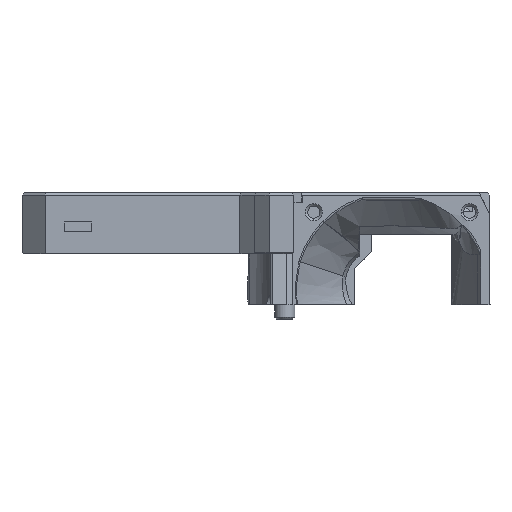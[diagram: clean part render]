
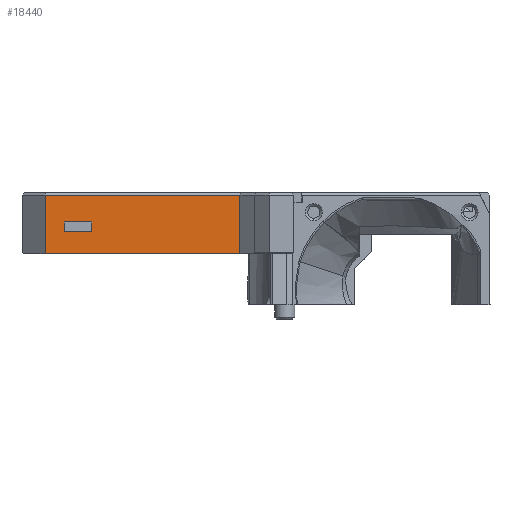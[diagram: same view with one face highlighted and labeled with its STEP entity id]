
A CAD part, left-side view. The second image highlights one B-rep face of the part: STEP entity #18440.
In plain terms, the highlighted planar face has unit normal (-1, 0, 0).
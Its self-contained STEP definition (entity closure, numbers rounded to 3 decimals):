
#94 = LINE ( 'NONE', #10768, #13736 ) ;
#105 = DIRECTION ( 'NONE',  ( 0., -1., 0. ) ) ;
#423 = CARTESIAN_POINT ( 'NONE',  ( -0.266, 101.611, 50.172 ) ) ;
#1228 = DIRECTION ( 'NONE',  ( 0., 1., 0. ) ) ;
#1401 = CARTESIAN_POINT ( 'NONE',  ( -0.266, 61.579, 56.172 ) ) ;
#1430 = CARTESIAN_POINT ( 'NONE',  ( -0.266, 92.079, 55.672 ) ) ;
#1437 = ORIENTED_EDGE ( 'NONE', *, *, #7668, .F. ) ;
#2403 = VECTOR ( 'NONE', #21825, 1000. ) ;
#3317 = CARTESIAN_POINT ( 'NONE',  ( -0.266, 81.595, 62.172 ) ) ;
#3519 = EDGE_CURVE ( 'NONE', #4374, #20795, #10992, .T. ) ;
#4023 = LINE ( 'NONE', #1401, #23169 ) ;
#4214 = CARTESIAN_POINT ( 'NONE',  ( -0.266, 61.579, 50.172 ) ) ;
#4364 = EDGE_LOOP ( 'NONE', ( #23689, #13927, #4940, #8564 ) ) ;
#4374 = VERTEX_POINT ( 'NONE', #8739 ) ;
#4626 = DIRECTION ( 'NONE',  ( 0., 0., 1. ) ) ;
#4939 = LINE ( 'NONE', #24002, #18299 ) ;
#4940 = ORIENTED_EDGE ( 'NONE', *, *, #7707, .T. ) ;
#5501 = AXIS2_PLACEMENT_3D ( 'NONE', #8220, #15745, #4626 ) ;
#5879 = CARTESIAN_POINT ( 'NONE',  ( -0.266, 97.679, 54.672 ) ) ;
#6060 = EDGE_CURVE ( 'NONE', #20181, #20581, #14367, .T. ) ;
#6770 = LINE ( 'NONE', #3317, #11345 ) ;
#6810 = LINE ( 'NONE', #1430, #2403 ) ;
#7319 = DIRECTION ( 'NONE',  ( 0., 0., 1. ) ) ;
#7668 = EDGE_CURVE ( 'NONE', #4374, #10804, #6770, .T. ) ;
#7707 = EDGE_CURVE ( 'NONE', #11597, #11613, #16879, .T. ) ;
#7895 = CARTESIAN_POINT ( 'NONE',  ( -0.266, 101.611, 56.172 ) ) ;
#8211 = VERTEX_POINT ( 'NONE', #4214 ) ;
#8220 = CARTESIAN_POINT ( 'NONE',  ( -0.266, 61.578, 50.171 ) ) ;
#8314 = FACE_OUTER_BOUND ( 'NONE', #12906, .T. ) ;
#8564 = ORIENTED_EDGE ( 'NONE', *, *, #11288, .T. ) ;
#8739 = CARTESIAN_POINT ( 'NONE',  ( -0.266, 101.611, 62.172 ) ) ;
#8987 = ORIENTED_EDGE ( 'NONE', *, *, #15978, .T. ) ;
#9084 = CARTESIAN_POINT ( 'NONE',  ( -0.266, 94.879, 56.672 ) ) ;
#9610 = VECTOR ( 'NONE', #22765, 1000. ) ;
#9649 = VECTOR ( 'NONE', #16270, 1000. ) ;
#10768 = CARTESIAN_POINT ( 'NONE',  ( -0.266, 97.679, 55.672 ) ) ;
#10804 = VERTEX_POINT ( 'NONE', #21560 ) ;
#10992 = LINE ( 'NONE', #7895, #9610 ) ;
#11288 = EDGE_CURVE ( 'NONE', #11613, #20181, #6810, .T. ) ;
#11345 = VECTOR ( 'NONE', #14477, 1000. ) ;
#11597 = VERTEX_POINT ( 'NONE', #22036 ) ;
#11613 = VERTEX_POINT ( 'NONE', #20345 ) ;
#12906 = EDGE_LOOP ( 'NONE', ( #1437, #14764, #8987, #14906 ) ) ;
#13607 = EDGE_CURVE ( 'NONE', #20581, #11597, #94, .T. ) ;
#13736 = VECTOR ( 'NONE', #14572, 1000. ) ;
#13927 = ORIENTED_EDGE ( 'NONE', *, *, #13607, .T. ) ;
#14367 = LINE ( 'NONE', #19644, #23062 ) ;
#14477 = DIRECTION ( 'NONE',  ( 0., -1., 0. ) ) ;
#14572 = DIRECTION ( 'NONE',  ( 0., 0., 1. ) ) ;
#14764 = ORIENTED_EDGE ( 'NONE', *, *, #3519, .T. ) ;
#14906 = ORIENTED_EDGE ( 'NONE', *, *, #22378, .T. ) ;
#15745 = DIRECTION ( 'NONE',  ( -1., 0., 0. ) ) ;
#15978 = EDGE_CURVE ( 'NONE', #20795, #8211, #4939, .T. ) ;
#16270 = DIRECTION ( 'NONE',  ( 0., -1., 0. ) ) ;
#16879 = LINE ( 'NONE', #9084, #9649 ) ;
#18057 = CARTESIAN_POINT ( 'NONE',  ( -0.266, 92.079, 54.672 ) ) ;
#18299 = VECTOR ( 'NONE', #105, 1000. ) ;
#18440 = ADVANCED_FACE ( 'NONE', ( #8314, #20985 ), #19157, .T. ) ;
#19157 = PLANE ( 'NONE',  #5501 ) ;
#19644 = CARTESIAN_POINT ( 'NONE',  ( -0.266, 94.879, 54.672 ) ) ;
#20181 = VERTEX_POINT ( 'NONE', #18057 ) ;
#20345 = CARTESIAN_POINT ( 'NONE',  ( -0.266, 92.079, 56.672 ) ) ;
#20581 = VERTEX_POINT ( 'NONE', #5879 ) ;
#20795 = VERTEX_POINT ( 'NONE', #423 ) ;
#20985 = FACE_BOUND ( 'NONE', #4364, .T. ) ;
#21560 = CARTESIAN_POINT ( 'NONE',  ( -0.266, 61.579, 62.172 ) ) ;
#21825 = DIRECTION ( 'NONE',  ( 0., 0., -1. ) ) ;
#22036 = CARTESIAN_POINT ( 'NONE',  ( -0.266, 97.679, 56.672 ) ) ;
#22378 = EDGE_CURVE ( 'NONE', #8211, #10804, #4023, .T. ) ;
#22765 = DIRECTION ( 'NONE',  ( 0., 0., -1. ) ) ;
#23062 = VECTOR ( 'NONE', #1228, 1000. ) ;
#23169 = VECTOR ( 'NONE', #7319, 1000. ) ;
#23689 = ORIENTED_EDGE ( 'NONE', *, *, #6060, .T. ) ;
#24002 = CARTESIAN_POINT ( 'NONE',  ( -0.266, 81.595, 50.172 ) ) ;
